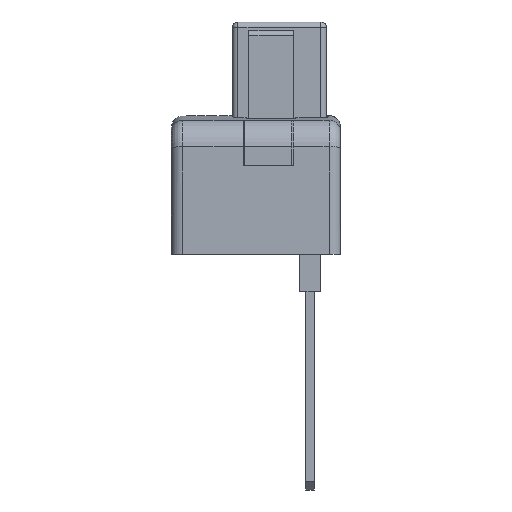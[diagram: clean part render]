
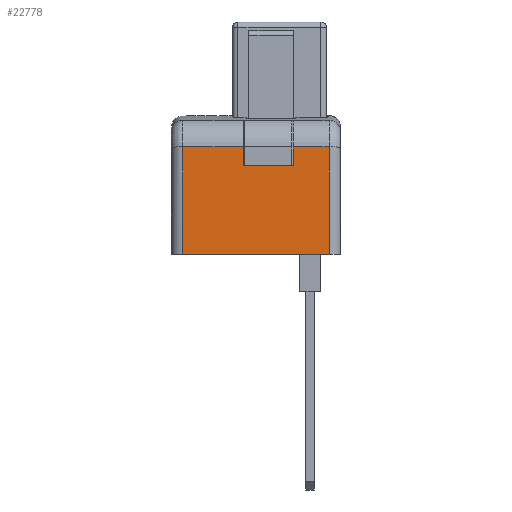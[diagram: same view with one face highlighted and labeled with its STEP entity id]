
A CAD part, front view. The second image highlights one B-rep face of the part: STEP entity #22778.
In plain terms, the highlighted planar face has unit normal (0, -1, 0).
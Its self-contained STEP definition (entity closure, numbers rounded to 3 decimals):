
#13840 = CARTESIAN_POINT ( 'NONE',  ( 2.5, -40.527, -19.886 ) ) ;
#13962 = DIRECTION ( 'NONE',  ( 0., 0., 1. ) ) ;
#13963 = VECTOR ( 'NONE', #13962, 1000. ) ;
#13964 = CARTESIAN_POINT ( 'NONE',  ( 13.5, -40.527, -19.886 ) ) ;
#13965 = LINE ( 'NONE', #13964, #13963 ) ;
#14006 = DIRECTION ( 'NONE',  ( 0., 0., -1. ) ) ;
#14007 = VECTOR ( 'NONE', #14006, 1000. ) ;
#14014 = CARTESIAN_POINT ( 'NONE',  ( 22.5, -40.527, -19.886 ) ) ;
#14015 = LINE ( 'NONE', #14014, #14007 ) ;
#14043 = CARTESIAN_POINT ( 'NONE',  ( 22.5, -40.527, -0.463 ) ) ;
#14073 = CARTESIAN_POINT ( 'NONE',  ( 13.5, -40.527, -0.463 ) ) ;
#14074 = CARTESIAN_POINT ( 'NONE',  ( 22.5, -40.527, -3.886 ) ) ;
#14075 = CARTESIAN_POINT ( 'NONE',  ( 13.5, -40.527, -3.886 ) ) ;
#14200 = DIRECTION ( 'NONE',  ( -1., 0., 0. ) ) ;
#14201 = VECTOR ( 'NONE', #14200, 1000. ) ;
#14202 = CARTESIAN_POINT ( 'NONE',  ( 31., -40.527, -0.463 ) ) ;
#14203 = LINE ( 'NONE', #14202, #14201 ) ;
#14241 = CARTESIAN_POINT ( 'NONE',  ( 2.5, -40.527, -0.463 ) ) ;
#14416 = FACE_OUTER_BOUND ( 'NONE', #22760, .T. ) ;
#14453 = DIRECTION ( 'NONE',  ( 0., 0., -1. ) ) ;
#14454 = DIRECTION ( 'NONE',  ( 0., -1., 0. ) ) ;
#14455 = CARTESIAN_POINT ( 'NONE',  ( 31., -40.527, -19.886 ) ) ;
#14456 = AXIS2_PLACEMENT_3D ( 'NONE', #14455, #14454, #14453 ) ;
#14457 = PLANE ( 'NONE',  #14456 ) ;
#14492 = DIRECTION ( 'NONE',  ( 1., 0., 0. ) ) ;
#14493 = VECTOR ( 'NONE', #14492, 1000. ) ;
#14494 = CARTESIAN_POINT ( 'NONE',  ( 31., -40.527, -3.886 ) ) ;
#14495 = LINE ( 'NONE', #14494, #14493 ) ;
#14510 = DIRECTION ( 'NONE',  ( 0., 0., -1. ) ) ;
#14511 = VECTOR ( 'NONE', #14510, 1000. ) ;
#14512 = CARTESIAN_POINT ( 'NONE',  ( 2.5, -40.527, -19.886 ) ) ;
#14513 = LINE ( 'NONE', #14512, #14511 ) ;
#14541 = DIRECTION ( 'NONE',  ( -1., 0., 0. ) ) ;
#14542 = VECTOR ( 'NONE', #14541, 1000. ) ;
#14543 = CARTESIAN_POINT ( 'NONE',  ( 31., -40.527, -0.463 ) ) ;
#14544 = LINE ( 'NONE', #14543, #14542 ) ;
#14546 = CARTESIAN_POINT ( 'NONE',  ( 29., -40.527, -0.463 ) ) ;
#14547 = DIRECTION ( 'NONE',  ( 0., 0., 1. ) ) ;
#14548 = VECTOR ( 'NONE', #14547, 1000. ) ;
#14549 = CARTESIAN_POINT ( 'NONE',  ( 29., -40.527, -19.886 ) ) ;
#14550 = LINE ( 'NONE', #14549, #14548 ) ;
#14746 = CARTESIAN_POINT ( 'NONE',  ( 29., -40.527, -19.886 ) ) ;
#15007 = DIRECTION ( 'NONE',  ( -1., 0., 0. ) ) ;
#15008 = VECTOR ( 'NONE', #15007, 1000. ) ;
#15009 = CARTESIAN_POINT ( 'NONE',  ( 31., -40.527, -19.886 ) ) ;
#15010 = LINE ( 'NONE', #15009, #15008 ) ;
#22490 = VERTEX_POINT ( 'NONE', #13840 ) ;
#22564 = EDGE_CURVE ( 'NONE', #22609, #22613, #13965, .T. ) ;
#22582 = EDGE_CURVE ( 'NONE', #22595, #22612, #14015, .T. ) ;
#22595 = VERTEX_POINT ( 'NONE', #14043 ) ;
#22609 = VERTEX_POINT ( 'NONE', #14075 ) ;
#22612 = VERTEX_POINT ( 'NONE', #14074 ) ;
#22613 = VERTEX_POINT ( 'NONE', #14073 ) ;
#22668 = EDGE_CURVE ( 'NONE', #22613, #22675, #14203, .T. ) ;
#22675 = VERTEX_POINT ( 'NONE', #14241 ) ;
#22760 = EDGE_LOOP ( 'NONE', ( #22773, #22783, #22781, #22804, #22805, #22807, #22811, #22812 ) ) ;
#22773 = ORIENTED_EDGE ( 'NONE', *, *, #22788, .F. ) ;
#22778 = ADVANCED_FACE ( 'NONE', ( #14416 ), #14457, .T. ) ;
#22781 = ORIENTED_EDGE ( 'NONE', *, *, #22668, .T. ) ;
#22783 = ORIENTED_EDGE ( 'NONE', *, *, #22564, .T. ) ;
#22788 = EDGE_CURVE ( 'NONE', #22609, #22612, #14495, .T. ) ;
#22802 = EDGE_CURVE ( 'NONE', #22675, #22490, #14513, .T. ) ;
#22804 = ORIENTED_EDGE ( 'NONE', *, *, #22802, .T. ) ;
#22805 = ORIENTED_EDGE ( 'NONE', *, *, #26773, .F. ) ;
#22806 = EDGE_CURVE ( 'NONE', #26680, #22808, #14550, .T. ) ;
#22807 = ORIENTED_EDGE ( 'NONE', *, *, #22806, .T. ) ;
#22808 = VERTEX_POINT ( 'NONE', #14546 ) ;
#22810 = EDGE_CURVE ( 'NONE', #22808, #22595, #14544, .T. ) ;
#22811 = ORIENTED_EDGE ( 'NONE', *, *, #22810, .T. ) ;
#22812 = ORIENTED_EDGE ( 'NONE', *, *, #22582, .T. ) ;
#26680 = VERTEX_POINT ( 'NONE', #14746 ) ;
#26773 = EDGE_CURVE ( 'NONE', #26680, #22490, #15010, .T. ) ;
